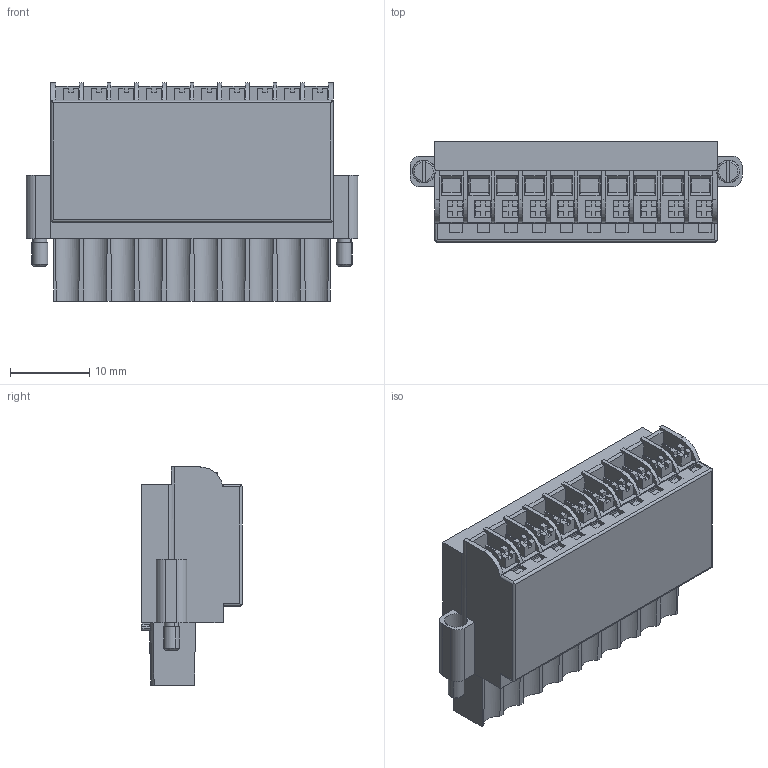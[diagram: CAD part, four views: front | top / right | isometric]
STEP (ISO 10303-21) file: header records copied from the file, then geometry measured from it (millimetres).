
FILE_DESCRIPTION(('CATIA V5 STEP Exchange','CAx-IF Rec.Pracs.--- Model Styling and Organization---1.4--- 2014-01-23'),'2;1');
FILE_NAME ('D1459600_1_1938010000_1938010000.stp','2021-03-09T13:04:33+00:00',('none'),('Weidmueller'),'CATIA Version 5-6 Release 2016 SP3 HF44','CATIA V5 STEP AP214','none');
FILE_SCHEMA(('AUTOMOTIVE_DESIGN { 1 0 10303 214 1 1 1 1 }'));
Length unit declared in the file: millimetre
Products named in the file (1): 1938010000
Bounding box: 42 x 12.7 x 27.6 mm (x, y, z)
Volume: 9161.8 mm3; surface area: 4940.7 mm2
Topology: 13 solids, 13 shells, 896 faces, 2537 edges, 1705 vertices
Faces by surface type: plane 679, cylinder 175, cone 30, torus 12
Entity records: 29474 total; most frequent: CARTESIAN_POINT 6834, ORIENTED_EDGE 5074, DIRECTION 3551, EDGE_CURVE 2537, VECTOR 1921, LINE 1921, VERTEX_POINT 1705, AXIS2_PLACEMENT_3D 1026
